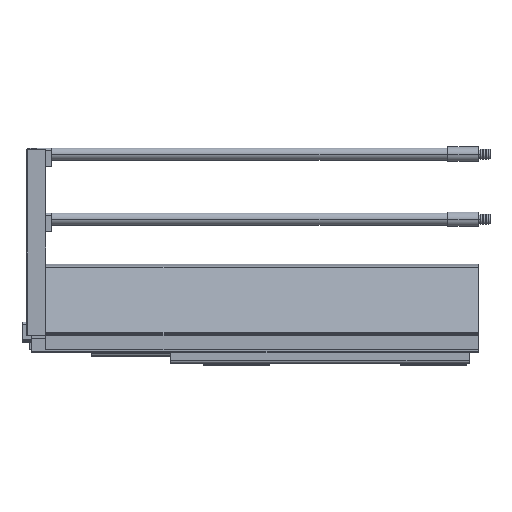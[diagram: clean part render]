
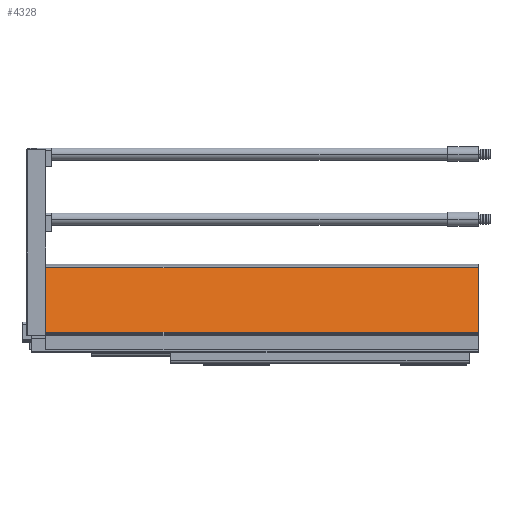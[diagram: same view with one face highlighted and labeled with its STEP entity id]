
A CAD part, top view. The second image highlights one B-rep face of the part: STEP entity #4328.
In plain terms, the highlighted planar face has unit normal (0, 0.208, 0.978).
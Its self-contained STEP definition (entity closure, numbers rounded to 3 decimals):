
#275 = AXIS2_PLACEMENT_3D ( 'NONE', #7975, #4220, #12105 ) ;
#647 = CARTESIAN_POINT ( 'NONE',  ( 0., 17.084, 34.466 ) ) ;
#1238 = VERTEX_POINT ( 'NONE', #9859 ) ;
#1571 = ORIENTED_EDGE ( 'NONE', *, *, #8598, .T. ) ;
#1817 = DIRECTION ( 'NONE',  ( 0., -0.978, 0.208 ) ) ;
#2406 = CARTESIAN_POINT ( 'NONE',  ( 0., 17.084, 34.466 ) ) ;
#4209 = ORIENTED_EDGE ( 'NONE', *, *, #6775, .F. ) ;
#4220 = DIRECTION ( 'NONE',  ( 0., 0.208, 0.978 ) ) ;
#4228 = VERTEX_POINT ( 'NONE', #6097 ) ;
#4328 = ADVANCED_FACE ( 'NONE', ( #9004 ), #9127, .T. ) ;
#4552 = VECTOR ( 'NONE', #11941, 1000. ) ;
#4700 = ORIENTED_EDGE ( 'NONE', *, *, #7715, .F. ) ;
#4767 = EDGE_LOOP ( 'NONE', ( #4700, #5360, #1571, #4209 ) ) ;
#5360 = ORIENTED_EDGE ( 'NONE', *, *, #11457, .T. ) ;
#5796 = VERTEX_POINT ( 'NONE', #647 ) ;
#5903 = CARTESIAN_POINT ( 'NONE',  ( -425.5, 80.422, 21.003 ) ) ;
#6097 = CARTESIAN_POINT ( 'NONE',  ( -425.5, 80.422, 21.003 ) ) ;
#6197 = VECTOR ( 'NONE', #1817, 1000. ) ;
#6284 = VECTOR ( 'NONE', #11365, 1000. ) ;
#6775 = EDGE_CURVE ( 'NONE', #1238, #5796, #9991, .T. ) ;
#7144 = VECTOR ( 'NONE', #8480, 1000. ) ;
#7285 = CARTESIAN_POINT ( 'NONE',  ( -442., 80.422, 21.003 ) ) ;
#7715 = EDGE_CURVE ( 'NONE', #4228, #1238, #12267, .T. ) ;
#7975 = CARTESIAN_POINT ( 'NONE',  ( -442., 80.422, 21.003 ) ) ;
#8480 = DIRECTION ( 'NONE',  ( 1., 0., 0. ) ) ;
#8598 = EDGE_CURVE ( 'NONE', #9765, #5796, #9392, .T. ) ;
#9004 = FACE_OUTER_BOUND ( 'NONE', #4767, .T. ) ;
#9127 = PLANE ( 'NONE',  #275 ) ;
#9392 = LINE ( 'NONE', #2406, #7144 ) ;
#9765 = VERTEX_POINT ( 'NONE', #10171 ) ;
#9859 = CARTESIAN_POINT ( 'NONE',  ( 0., 80.422, 21.003 ) ) ;
#9991 = LINE ( 'NONE', #12792, #4552 ) ;
#10171 = CARTESIAN_POINT ( 'NONE',  ( -425.5, 17.084, 34.466 ) ) ;
#10686 = LINE ( 'NONE', #5903, #6197 ) ;
#11365 = DIRECTION ( 'NONE',  ( 1., 0., 0. ) ) ;
#11457 = EDGE_CURVE ( 'NONE', #4228, #9765, #10686, .T. ) ;
#11941 = DIRECTION ( 'NONE',  ( 0., -0.978, 0.208 ) ) ;
#12105 = DIRECTION ( 'NONE',  ( 0., -0.978, 0.208 ) ) ;
#12267 = LINE ( 'NONE', #7285, #6284 ) ;
#12792 = CARTESIAN_POINT ( 'NONE',  ( 0., 80.422, 21.003 ) ) ;
